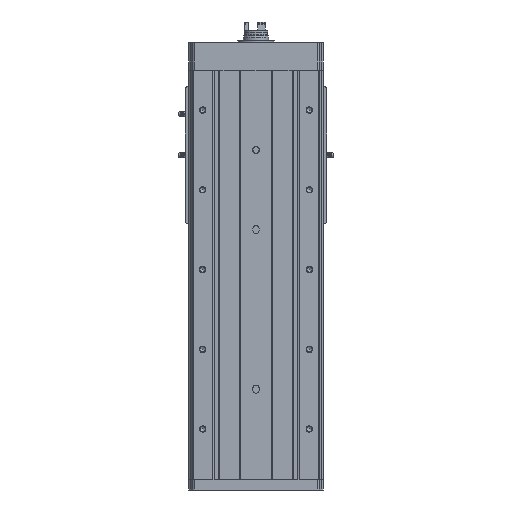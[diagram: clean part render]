
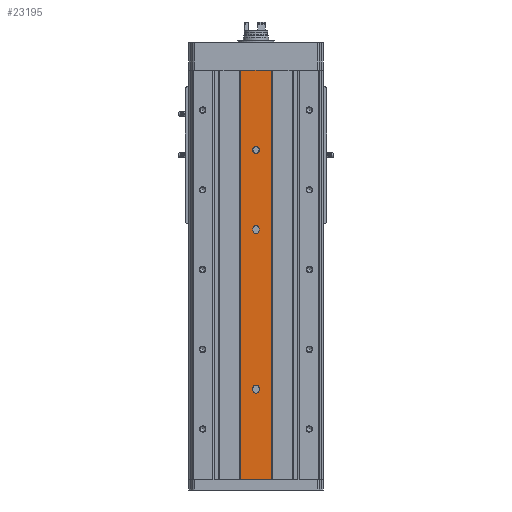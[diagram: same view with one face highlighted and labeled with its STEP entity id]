
A CAD part, front view. The second image highlights one B-rep face of the part: STEP entity #23195.
In plain terms, the highlighted planar face has unit normal (0, -1, 0).
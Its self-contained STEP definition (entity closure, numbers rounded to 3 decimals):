
#248=PLANE('',#24670);
#853=LINE('',#33796,#2247);
#935=LINE('',#34061,#2329);
#1074=LINE('',#34447,#2468);
#1075=LINE('',#34452,#2469);
#1076=LINE('',#34456,#2470);
#1077=LINE('',#34460,#2471);
#1078=LINE('',#34464,#2472);
#1079=LINE('',#34467,#2473);
#2247=VECTOR('',#27307,1000.);
#2329=VECTOR('',#27525,1000.);
#2468=VECTOR('',#27958,1000.);
#2469=VECTOR('',#27963,1000.);
#2470=VECTOR('',#27966,1000.);
#2471=VECTOR('',#27969,1000.);
#2472=VECTOR('',#27972,1000.);
#2473=VECTOR('',#27975,1000.);
#5035=ORIENTED_EDGE('',*,*,#10291,.T.);
#5036=ORIENTED_EDGE('',*,*,#10292,.T.);
#5037=ORIENTED_EDGE('',*,*,#10293,.T.);
#5038=ORIENTED_EDGE('',*,*,#10294,.T.);
#5039=ORIENTED_EDGE('',*,*,#10295,.T.);
#5040=ORIENTED_EDGE('',*,*,#10296,.T.);
#5041=ORIENTED_EDGE('',*,*,#10297,.T.);
#5042=ORIENTED_EDGE('',*,*,#10298,.T.);
#5043=ORIENTED_EDGE('',*,*,#10299,.F.);
#5044=ORIENTED_EDGE('',*,*,#10086,.F.);
#5045=ORIENTED_EDGE('',*,*,#10290,.F.);
#5046=ORIENTED_EDGE('',*,*,#9949,.T.);
#5047=ORIENTED_EDGE('',*,*,#10300,.T.);
#9949=EDGE_CURVE('',#12659,#12658,#853,.T.);
#10086=EDGE_CURVE('',#12773,#12774,#935,.T.);
#10290=EDGE_CURVE('',#12659,#12773,#1074,.T.);
#10291=EDGE_CURVE('',#12874,#12875,#14507,.F.);
#10292=EDGE_CURVE('',#12875,#12876,#1075,.T.);
#10293=EDGE_CURVE('',#12876,#12877,#14508,.F.);
#10294=EDGE_CURVE('',#12877,#12874,#1076,.T.);
#10295=EDGE_CURVE('',#12878,#12879,#14509,.F.);
#10296=EDGE_CURVE('',#12879,#12880,#1077,.T.);
#10297=EDGE_CURVE('',#12880,#12881,#14510,.F.);
#10298=EDGE_CURVE('',#12881,#12878,#1078,.T.);
#10299=EDGE_CURVE('',#12882,#12882,#14511,.T.);
#10300=EDGE_CURVE('',#12658,#12774,#1079,.T.);
#12658=VERTEX_POINT('',#33795);
#12659=VERTEX_POINT('',#33797);
#12773=VERTEX_POINT('',#34060);
#12774=VERTEX_POINT('',#34062);
#12874=VERTEX_POINT('',#34450);
#12875=VERTEX_POINT('',#34451);
#12876=VERTEX_POINT('',#34453);
#12877=VERTEX_POINT('',#34455);
#12878=VERTEX_POINT('',#34458);
#12879=VERTEX_POINT('',#34459);
#12880=VERTEX_POINT('',#34461);
#12881=VERTEX_POINT('',#34463);
#12882=VERTEX_POINT('',#34466);
#14507=CIRCLE('',#24671,4.);
#14508=CIRCLE('',#24672,4.);
#14509=CIRCLE('',#24673,4.);
#14510=CIRCLE('',#24674,4.);
#14511=CIRCLE('',#24675,4.3);
#15631=EDGE_LOOP('',(#5035,#5036,#5037,#5038));
#15632=EDGE_LOOP('',(#5039,#5040,#5041,#5042));
#15633=EDGE_LOOP('',(#5043));
#15634=EDGE_LOOP('',(#5044,#5045,#5046,#5047));
#17135=FACE_BOUND('',#15631,.T.);
#17136=FACE_BOUND('',#15632,.T.);
#17137=FACE_BOUND('',#15633,.T.);
#17138=FACE_BOUND('',#15634,.T.);
#23195=ADVANCED_FACE('',(#17135,#17136,#17137,#17138),#248,.T.);
#24670=AXIS2_PLACEMENT_3D('',#34448,#27959,#27960);
#24671=AXIS2_PLACEMENT_3D('',#34449,#27961,#27962);
#24672=AXIS2_PLACEMENT_3D('',#34454,#27964,#27965);
#24673=AXIS2_PLACEMENT_3D('',#34457,#27967,#27968);
#24674=AXIS2_PLACEMENT_3D('',#34462,#27970,#27971);
#24675=AXIS2_PLACEMENT_3D('',#34465,#27973,#27974);
#27307=DIRECTION('',(1.,0.,0.));
#27525=DIRECTION('',(1.,0.,0.));
#27958=DIRECTION('',(0.,0.,1.));
#27959=DIRECTION('',(0.,-1.,0.));
#27960=DIRECTION('',(0.,0.,-1.));
#27961=DIRECTION('',(0.,-1.,0.));
#27962=DIRECTION('',(0.,0.,-1.));
#27963=DIRECTION('',(0.,0.,1.));
#27964=DIRECTION('',(0.,-1.,0.));
#27965=DIRECTION('',(0.,0.,-1.));
#27966=DIRECTION('',(0.,0.,-1.));
#27967=DIRECTION('',(0.,-1.,0.));
#27968=DIRECTION('',(0.,0.,-1.));
#27969=DIRECTION('',(0.,0.,1.));
#27970=DIRECTION('',(0.,-1.,0.));
#27971=DIRECTION('',(0.,0.,-1.));
#27972=DIRECTION('',(0.,0.,-1.));
#27973=DIRECTION('',(0.,-1.,0.));
#27974=DIRECTION('',(0.,0.,-1.));
#27975=DIRECTION('',(0.,0.,1.));
#33795=CARTESIAN_POINT('',(19.379,0.5,-513.));
#33796=CARTESIAN_POINT('',(-19.379,0.5,-513.));
#33797=CARTESIAN_POINT('',(-19.379,0.5,-513.));
#34060=CARTESIAN_POINT('',(-19.379,0.5,0.));
#34061=CARTESIAN_POINT('',(-19.379,0.5,0.));
#34062=CARTESIAN_POINT('',(19.379,0.5,0.));
#34447=CARTESIAN_POINT('',(-19.379,0.5,-513.));
#34448=CARTESIAN_POINT('',(-19.379,0.5,-513.));
#34449=CARTESIAN_POINT('',(0.,0.5,-401.));
#34450=CARTESIAN_POINT('',(4.,0.5,-401.));
#34451=CARTESIAN_POINT('',(-4.,0.5,-401.));
#34452=CARTESIAN_POINT('',(-4.,0.5,-513.));
#34453=CARTESIAN_POINT('',(-4.,0.5,-399.));
#34454=CARTESIAN_POINT('',(0.,0.5,-399.));
#34455=CARTESIAN_POINT('',(4.,0.5,-399.));
#34456=CARTESIAN_POINT('',(4.,0.5,-513.));
#34457=CARTESIAN_POINT('',(0.,0.5,-201.));
#34458=CARTESIAN_POINT('',(4.,0.5,-201.));
#34459=CARTESIAN_POINT('',(-4.,0.5,-201.));
#34460=CARTESIAN_POINT('',(-4.,0.5,-513.));
#34461=CARTESIAN_POINT('',(-4.,0.5,-199.));
#34462=CARTESIAN_POINT('',(0.,0.5,-199.));
#34463=CARTESIAN_POINT('',(4.,0.5,-199.));
#34464=CARTESIAN_POINT('',(4.,0.5,-513.));
#34465=CARTESIAN_POINT('',(0.,0.5,-100.));
#34466=CARTESIAN_POINT('',(0.,0.5,-104.3));
#34467=CARTESIAN_POINT('',(19.379,0.5,-513.));
